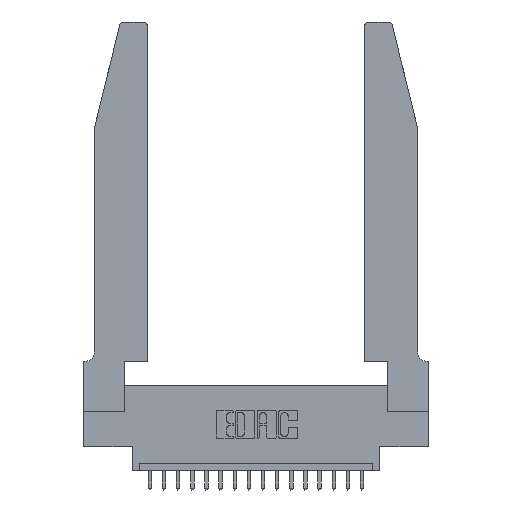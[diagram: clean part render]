
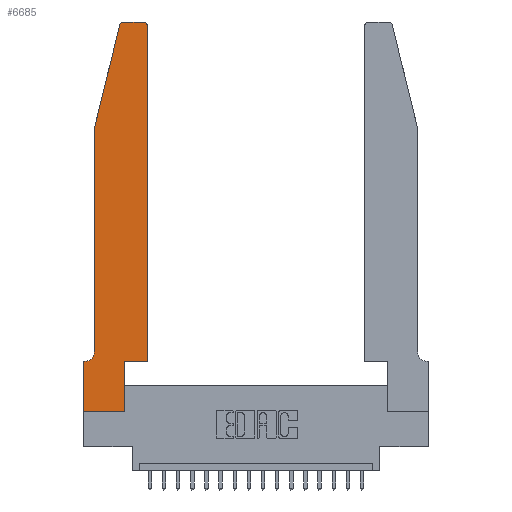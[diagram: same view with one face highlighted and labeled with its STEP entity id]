
A CAD part, top view. The second image highlights one B-rep face of the part: STEP entity #6685.
In plain terms, the highlighted planar face has unit normal (0, 0, 1).
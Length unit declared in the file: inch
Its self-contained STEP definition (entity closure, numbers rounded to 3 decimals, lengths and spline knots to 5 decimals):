
#24 = CARTESIAN_POINT ( 'NONE',  ( 0., 0., 0.37 ) ) ;
#259 = LINE ( 'NONE', #19627, #20027 ) ;
#519 = PLANE ( 'NONE',  #3508 ) ;
#1186 = EDGE_CURVE ( 'NONE', #1304, #6626, #16066, .T. ) ;
#1304 = VERTEX_POINT ( 'NONE', #18557 ) ;
#1630 = EDGE_CURVE ( 'NONE', #17025, #7252, #6674, .T. ) ;
#1682 = CIRCLE ( 'NONE', #3063, 0.07 ) ;
#1948 = ORIENTED_EDGE ( 'NONE', *, *, #16371, .T. ) ;
#2042 = ORIENTED_EDGE ( 'NONE', *, *, #15894, .T. ) ;
#2331 = VERTEX_POINT ( 'NONE', #7979 ) ;
#3063 = AXIS2_PLACEMENT_3D ( 'NONE', #13921, #20095, #13851 ) ;
#3508 = AXIS2_PLACEMENT_3D ( 'NONE', #8424, #5265, #13155 ) ;
#3918 = ORIENTED_EDGE ( 'NONE', *, *, #1186, .T. ) ;
#4050 = LINE ( 'NONE', #18378, #14485 ) ;
#4934 = VERTEX_POINT ( 'NONE', #19437 ) ;
#5265 = DIRECTION ( 'NONE',  ( 0., 0., 1. ) ) ;
#5394 = LINE ( 'NONE', #7688, #19472 ) ;
#5527 = DIRECTION ( 'NONE',  ( -1., 0., 0. ) ) ;
#5682 = ORIENTED_EDGE ( 'NONE', *, *, #16339, .T. ) ;
#5774 = DIRECTION ( 'NONE',  ( 0., -1., 0. ) ) ;
#5851 = AXIS2_PLACEMENT_3D ( 'NONE', #15693, #6211, #18842 ) ;
#6211 = DIRECTION ( 'NONE',  ( 0., 0., 1. ) ) ;
#6414 = LINE ( 'NONE', #7920, #13084 ) ;
#6626 = VERTEX_POINT ( 'NONE', #10453 ) ;
#6663 = LINE ( 'NONE', #7449, #10887 ) ;
#6674 = CIRCLE ( 'NONE', #15762, 0.03 ) ;
#6685 = ADVANCED_FACE ( 'NONE', ( #12753 ), #519, .T. ) ;
#7252 = VERTEX_POINT ( 'NONE', #7662 ) ;
#7399 = DIRECTION ( 'NONE',  ( 0., 1., 0. ) ) ;
#7449 = CARTESIAN_POINT ( 'NONE',  ( 0.0755, 2., 0.37 ) ) ;
#7557 = VECTOR ( 'NONE', #5527, 39.37008 ) ;
#7614 = DIRECTION ( 'NONE',  ( 0., 0., 1. ) ) ;
#7662 = CARTESIAN_POINT ( 'NONE',  ( 0.4205, 2.75, 0.37 ) ) ;
#7688 = CARTESIAN_POINT ( 'NONE',  ( 0.4505, 0.35, 0.37 ) ) ;
#7920 = CARTESIAN_POINT ( 'NONE',  ( 0., 0., 0.37 ) ) ;
#7979 = CARTESIAN_POINT ( 'NONE',  ( 0.25487, 2.72718, 0.37 ) ) ;
#8080 = EDGE_CURVE ( 'NONE', #19396, #14809, #9235, .T. ) ;
#8319 = VERTEX_POINT ( 'NONE', #20384 ) ;
#8424 = CARTESIAN_POINT ( 'NONE',  ( 0., 0.35, 0.37 ) ) ;
#8934 = DIRECTION ( 'NONE',  ( 1., 0., 0. ) ) ;
#9075 = DIRECTION ( 'NONE',  ( -1., 0., 0. ) ) ;
#9096 = VECTOR ( 'NONE', #9075, 39.37008 ) ;
#9235 = LINE ( 'NONE', #13683, #19345 ) ;
#10167 = ORIENTED_EDGE ( 'NONE', *, *, #19349, .T. ) ;
#10453 = CARTESIAN_POINT ( 'NONE',  ( 0., 0., 0.37 ) ) ;
#10533 = CARTESIAN_POINT ( 'NONE',  ( 0.2865, 0.35, 0.37 ) ) ;
#10731 = EDGE_CURVE ( 'NONE', #11978, #17025, #259, .T. ) ;
#10815 = CARTESIAN_POINT ( 'NONE',  ( 0.0755, 0.42, 0.37 ) ) ;
#10887 = VECTOR ( 'NONE', #18564, 39.37008 ) ;
#10972 = DIRECTION ( 'NONE',  ( 1., 0., 0. ) ) ;
#11000 = CARTESIAN_POINT ( 'NONE',  ( 0.0755, 2., 0.37 ) ) ;
#11115 = EDGE_CURVE ( 'NONE', #2331, #19396, #6663, .T. ) ;
#11477 = CARTESIAN_POINT ( 'NONE',  ( 0.4505, 0.35, 0.37 ) ) ;
#11978 = VERTEX_POINT ( 'NONE', #11477 ) ;
#12092 = VERTEX_POINT ( 'NONE', #19137 ) ;
#12753 = FACE_OUTER_BOUND ( 'NONE', #17305, .T. ) ;
#13082 = EDGE_CURVE ( 'NONE', #12092, #2331, #13788, .T. ) ;
#13084 = VECTOR ( 'NONE', #10972, 39.37008 ) ;
#13155 = DIRECTION ( 'NONE',  ( 1., 0., 0. ) ) ;
#13361 = EDGE_CURVE ( 'NONE', #7252, #12092, #17924, .T. ) ;
#13411 = EDGE_CURVE ( 'NONE', #14809, #4934, #1682, .T. ) ;
#13672 = CARTESIAN_POINT ( 'NONE',  ( 0.4205, 2.72, 0.37 ) ) ;
#13683 = CARTESIAN_POINT ( 'NONE',  ( 0.0755, 2., 0.37 ) ) ;
#13788 = CIRCLE ( 'NONE', #5851, 0.03 ) ;
#13834 = ORIENTED_EDGE ( 'NONE', *, *, #13411, .T. ) ;
#13851 = DIRECTION ( 'NONE',  ( -1., 0., 0. ) ) ;
#13921 = CARTESIAN_POINT ( 'NONE',  ( 0.0055, 0.42, 0.37 ) ) ;
#14338 = ORIENTED_EDGE ( 'NONE', *, *, #13082, .T. ) ;
#14485 = VECTOR ( 'NONE', #7399, 39.37008 ) ;
#14809 = VERTEX_POINT ( 'NONE', #10815 ) ;
#15062 = ORIENTED_EDGE ( 'NONE', *, *, #8080, .T. ) ;
#15312 = LINE ( 'NONE', #15600, #9096 ) ;
#15392 = DIRECTION ( 'NONE',  ( 1., 0., 0. ) ) ;
#15600 = CARTESIAN_POINT ( 'NONE',  ( 0.0755, 0.35, 0.37 ) ) ;
#15693 = CARTESIAN_POINT ( 'NONE',  ( 0.284, 2.72, 0.37 ) ) ;
#15762 = AXIS2_PLACEMENT_3D ( 'NONE', #13672, #7614, #8934 ) ;
#15894 = EDGE_CURVE ( 'NONE', #6626, #8319, #6414, .T. ) ;
#15999 = ORIENTED_EDGE ( 'NONE', *, *, #1630, .T. ) ;
#16009 = ORIENTED_EDGE ( 'NONE', *, *, #10731, .T. ) ;
#16066 = LINE ( 'NONE', #24, #18042 ) ;
#16160 = DIRECTION ( 'NONE',  ( 0., -1., 0. ) ) ;
#16339 = EDGE_CURVE ( 'NONE', #4934, #1304, #15312, .T. ) ;
#16371 = EDGE_CURVE ( 'NONE', #18844, #11978, #5394, .T. ) ;
#17025 = VERTEX_POINT ( 'NONE', #18690 ) ;
#17305 = EDGE_LOOP ( 'NONE', ( #18833, #14338, #18955, #15062, #13834, #5682, #3918, #2042, #10167, #1948, #16009, #15999 ) ) ;
#17745 = DIRECTION ( 'NONE',  ( 0., 1., 0. ) ) ;
#17924 = LINE ( 'NONE', #19959, #7557 ) ;
#18042 = VECTOR ( 'NONE', #16160, 39.37008 ) ;
#18378 = CARTESIAN_POINT ( 'NONE',  ( 0.2865, 0.35, 0.37 ) ) ;
#18557 = CARTESIAN_POINT ( 'NONE',  ( 0., 0.35, 0.37 ) ) ;
#18564 = DIRECTION ( 'NONE',  ( -0.239, -0.971, 0. ) ) ;
#18690 = CARTESIAN_POINT ( 'NONE',  ( 0.4505, 2.72, 0.37 ) ) ;
#18833 = ORIENTED_EDGE ( 'NONE', *, *, #13361, .T. ) ;
#18842 = DIRECTION ( 'NONE',  ( 1., 0., 0. ) ) ;
#18844 = VERTEX_POINT ( 'NONE', #10533 ) ;
#18955 = ORIENTED_EDGE ( 'NONE', *, *, #11115, .T. ) ;
#19137 = CARTESIAN_POINT ( 'NONE',  ( 0.284, 2.75, 0.37 ) ) ;
#19345 = VECTOR ( 'NONE', #5774, 39.37008 ) ;
#19349 = EDGE_CURVE ( 'NONE', #8319, #18844, #4050, .T. ) ;
#19396 = VERTEX_POINT ( 'NONE', #11000 ) ;
#19437 = CARTESIAN_POINT ( 'NONE',  ( 0.0055, 0.35, 0.37 ) ) ;
#19472 = VECTOR ( 'NONE', #15392, 39.37008 ) ;
#19627 = CARTESIAN_POINT ( 'NONE',  ( 0.4505, 0.35, 0.37 ) ) ;
#19959 = CARTESIAN_POINT ( 'NONE',  ( 0.2605, 2.75, 0.37 ) ) ;
#20027 = VECTOR ( 'NONE', #17745, 39.37008 ) ;
#20095 = DIRECTION ( 'NONE',  ( 0., 0., -1. ) ) ;
#20384 = CARTESIAN_POINT ( 'NONE',  ( 0.2865, 0., 0.37 ) ) ;
